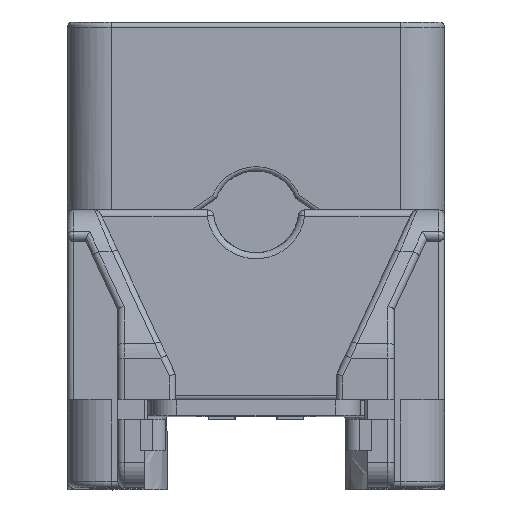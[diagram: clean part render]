
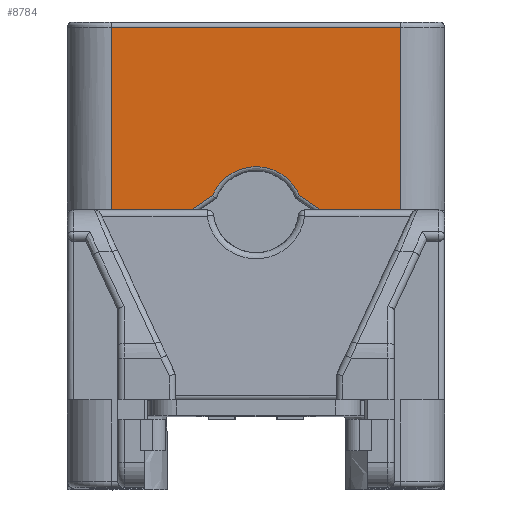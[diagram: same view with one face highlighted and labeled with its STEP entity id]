
A CAD part, top view. The second image highlights one B-rep face of the part: STEP entity #8784.
In plain terms, the highlighted planar face has unit normal (0, -0.026, 1).
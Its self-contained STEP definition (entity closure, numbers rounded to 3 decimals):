
#710 = EDGE_CURVE ( 'NONE', #24788, #3047, #1854, .T. ) ;
#1854 = LINE ( 'NONE', #11382, #16316 ) ;
#1975 = VERTEX_POINT ( 'NONE', #31030 ) ;
#2977 = VERTEX_POINT ( 'NONE', #33006 ) ;
#3047 = VERTEX_POINT ( 'NONE', #31029 ) ;
#4159 = VECTOR ( 'NONE', #6431, 1000. ) ;
#6328 = VERTEX_POINT ( 'NONE', #35286 ) ;
#6431 = DIRECTION ( 'NONE',  ( -0.825, 0.565, 0.015 ) ) ;
#7698 = DIRECTION ( 'NONE',  ( -1., 0., 0. ) ) ;
#7709 = CARTESIAN_POINT ( 'NONE',  ( -1.941, 8.302, 47.008 ) ) ;
#8728 = ORIENTED_EDGE ( 'NONE', *, *, #15933, .F. ) ;
#8784 = ADVANCED_FACE ( 'NONE', ( #28787 ), #26776, .T. ) ;
#9214 = CARTESIAN_POINT ( 'NONE',  ( 3.362, 4.79, 46.917 ) ) ;
#9562 = ORIENTED_EDGE ( 'NONE', *, *, #25088, .F. ) ;
#10417 = DIRECTION ( 'NONE',  ( 0., -1., -0.026 ) ) ;
#11382 = CARTESIAN_POINT ( 'NONE',  ( 67.21, 18.115, 47.265 ) ) ;
#12867 = CARTESIAN_POINT ( 'NONE',  ( -11.5, 3.575, 46.885 ) ) ;
#13168 = CARTESIAN_POINT ( 'NONE',  ( 3.454, 4.727, 46.915 ) ) ;
#13870 = LINE ( 'NONE', #30574, #20319 ) ;
#14189 = DIRECTION ( 'NONE',  ( 0.825, 0.565, 0.015 ) ) ;
#15302 = EDGE_LOOP ( 'NONE', ( #32310, #8728, #29482, #9562, #28120, #27950, #35096, #22069 ) ) ;
#15308 = EDGE_CURVE ( 'NONE', #26900, #2977, #29537, .T. ) ;
#15488 = LINE ( 'NONE', #28456, #29161 ) ;
#15898 = DIRECTION ( 'NONE',  ( 0., -1., -0.026 ) ) ;
#15933 = EDGE_CURVE ( 'NONE', #6328, #2977, #25902, .T. ) ;
#16316 = VECTOR ( 'NONE', #16410, 1000. ) ;
#16410 = DIRECTION ( 'NONE',  ( -1., 0., 0. ) ) ;
#18358 = DIRECTION ( 'NONE',  ( 1., 0., 0. ) ) ;
#18541 = CARTESIAN_POINT ( 'NONE',  ( 11.5, 3.575, 46.885 ) ) ;
#18551 = CARTESIAN_POINT ( 'NONE',  ( 67.21, 3.575, 46.885 ) ) ;
#19798 = CARTESIAN_POINT ( 'NONE',  ( 11.5, 18.115, 47.265 ) ) ;
#19945 = VERTEX_POINT ( 'NONE', #12867 ) ;
#20319 = VECTOR ( 'NONE', #14189, 1000. ) ;
#20415 = VECTOR ( 'NONE', #18358, 1000. ) ;
#21013 = EDGE_CURVE ( 'NONE', #1975, #19945, #24744, .T. ) ;
#21108 = CARTESIAN_POINT ( 'NONE',  ( -3.454, 4.727, 46.915 ) ) ;
#21965 = EDGE_CURVE ( 'NONE', #6328, #25993, #26798, .T. ) ;
#22069 = ORIENTED_EDGE ( 'NONE', *, *, #34142, .T. ) ;
#22448 = VECTOR ( 'NONE', #10417, 1000. ) ;
#23090 = DIRECTION ( 'NONE',  ( 0., -1., -0.026 ) ) ;
#23837 = CARTESIAN_POINT ( 'NONE',  ( -67.21, 3.575, 46.885 ) ) ;
#23881 = VECTOR ( 'NONE', #7698, 1000. ) ;
#24744 = LINE ( 'NONE', #34938, #23881 ) ;
#24788 = VERTEX_POINT ( 'NONE', #19798 ) ;
#25088 = EDGE_CURVE ( 'NONE', #24788, #25993, #29696, .T. ) ;
#25902 = LINE ( 'NONE', #9214, #4159 ) ;
#25993 = VERTEX_POINT ( 'NONE', #26283 ) ;
#26283 = CARTESIAN_POINT ( 'NONE',  ( 11.5, 3.575, 46.885 ) ) ;
#26776 = PLANE ( 'NONE',  #29357 ) ;
#26789 = CARTESIAN_POINT ( 'NONE',  ( -3.454, 4.727, 46.915 ) ) ;
#26798 = LINE ( 'NONE', #23837, #20415 ) ;
#26900 = VERTEX_POINT ( 'NONE', #21108 ) ;
#27194 = EDGE_CURVE ( 'NONE', #3047, #19945, #15488, .T. ) ;
#27950 = ORIENTED_EDGE ( 'NONE', *, *, #27194, .T. ) ;
#28120 = ORIENTED_EDGE ( 'NONE', *, *, #710, .T. ) ;
#28456 = CARTESIAN_POINT ( 'NONE',  ( -11.5, 3.575, 46.885 ) ) ;
#28787 = FACE_OUTER_BOUND ( 'NONE', #15302, .T. ) ;
#29161 = VECTOR ( 'NONE', #23090, 1000. ) ;
#29357 = AXIS2_PLACEMENT_3D ( 'NONE', #18551, #32279, #15898 ) ;
#29482 = ORIENTED_EDGE ( 'NONE', *, *, #21965, .T. ) ;
#29523 = CARTESIAN_POINT ( 'NONE',  ( 1.941, 8.302, 47.008 ) ) ;
#29537 =( BOUNDED_CURVE ( )  B_SPLINE_CURVE ( 3, ( #26789, #7709, #29523, #13168 ),
 .UNSPECIFIED., .F., .T. ) 
 B_SPLINE_CURVE_WITH_KNOTS ( ( 4, 4 ),
 ( 5.113, 7.454 ),
 .UNSPECIFIED. ) 
 CURVE ( )  GEOMETRIC_REPRESENTATION_ITEM ( )  RATIONAL_B_SPLINE_CURVE ( ( 1., 0.593, 0.593, 1. ) ) 
 REPRESENTATION_ITEM ( '' )  );
#29696 = LINE ( 'NONE', #18541, #22448 ) ;
#30574 = CARTESIAN_POINT ( 'NONE',  ( -3.362, 4.79, 46.917 ) ) ;
#31029 = CARTESIAN_POINT ( 'NONE',  ( -11.5, 18.115, 47.265 ) ) ;
#31030 = CARTESIAN_POINT ( 'NONE',  ( -5.138, 3.575, 46.885 ) ) ;
#32279 = DIRECTION ( 'NONE',  ( 0., -0.026, 1. ) ) ;
#32310 = ORIENTED_EDGE ( 'NONE', *, *, #15308, .T. ) ;
#33006 = CARTESIAN_POINT ( 'NONE',  ( 3.454, 4.727, 46.915 ) ) ;
#34142 = EDGE_CURVE ( 'NONE', #1975, #26900, #13870, .T. ) ;
#34938 = CARTESIAN_POINT ( 'NONE',  ( 67.21, 3.575, 46.885 ) ) ;
#35096 = ORIENTED_EDGE ( 'NONE', *, *, #21013, .F. ) ;
#35286 = CARTESIAN_POINT ( 'NONE',  ( 5.138, 3.575, 46.885 ) ) ;
